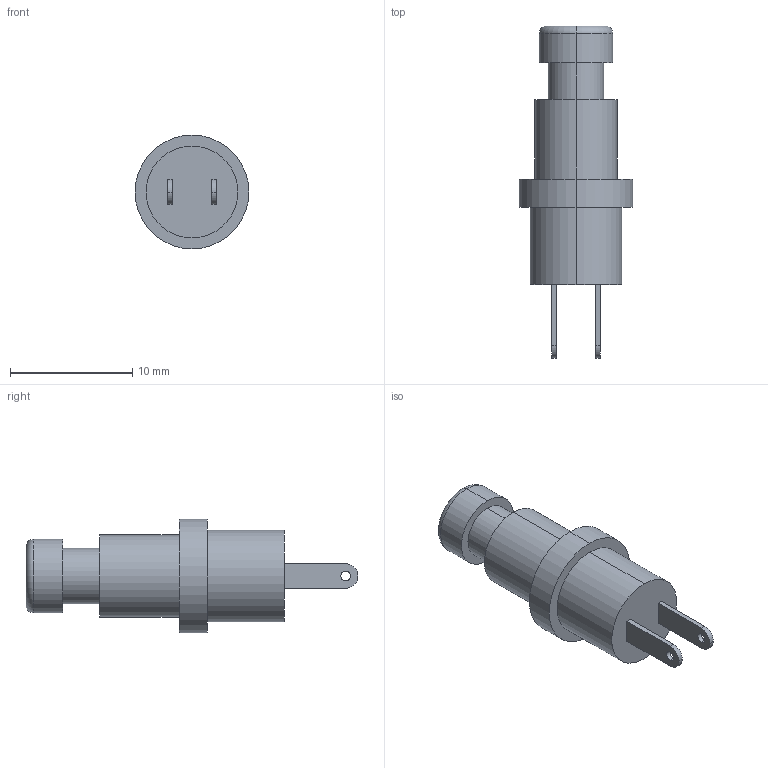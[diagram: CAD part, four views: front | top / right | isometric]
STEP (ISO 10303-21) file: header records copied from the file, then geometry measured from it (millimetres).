
FILE_DESCRIPTION (( 'STEP AP214' ), '1' );
FILE_NAME ('buton.STEP', '2022-08-09T12:55:31', ( '' ), ( '' ), 'SwSTEP 2.0', 'SolidWorks 2020', '' );
FILE_SCHEMA (( 'AUTOMOTIVE_DESIGN' ));
Length unit declared in the file: millimetre
Products named in the file (1): buton
Bounding box: 9.3 x 27.1 x 9.3 mm (x, y, z)
Volume: 803.7 mm3; surface area: 662.2 mm2
Topology: 1 solids, 1 shells, 34 faces, 76 edges, 50 vertices
Faces by surface type: cylinder 18, plane 14, torus 2
Entity records: 1105 total; most frequent: DIRECTION 186, CARTESIAN_POINT 161, ORIENTED_EDGE 152, EDGE_CURVE 76, AXIS2_PLACEMENT_3D 75, VERTEX_POINT 50, EDGE_LOOP 44, CIRCLE 40
